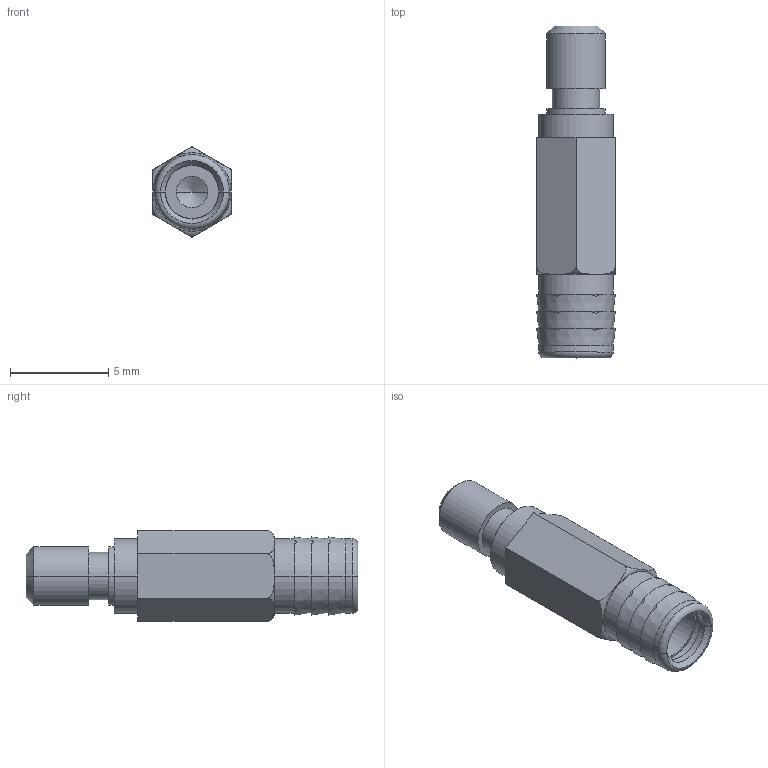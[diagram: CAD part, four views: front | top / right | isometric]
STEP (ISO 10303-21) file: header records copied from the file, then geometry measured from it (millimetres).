
FILE_DESCRIPTION((''),'2;1');
FILE_NAME('0000378975','2020-02-05T',('presta_be4'),(''),'CREO PARAMETRIC BY PTC INC, 2018360','CREO PARAMETRIC BY PTC INC, 2018360','');
FILE_SCHEMA(('CONFIG_CONTROL_DESIGN'));
Length unit declared in the file: millimetre
Products named in the file (1): 0000378975
Bounding box: 4 x 16.9 x 4.6 mm (x, y, z)
Volume: 122.8 mm3; surface area: 332.3 mm2
Topology: 1 solids, 1 shells, 69 faces, 156 edges, 99 vertices
Faces by surface type: plane 31, cylinder 22, cone 12, torus 4
Entity records: 2272 total; most frequent: CARTESIAN_POINT 660, DIRECTION 348, ORIENTED_EDGE 308, EDGE_CURVE 154, AXIS2_PLACEMENT_3D 145, VERTEX_POINT 99, EDGE_LOOP 81, CIRCLE 76
